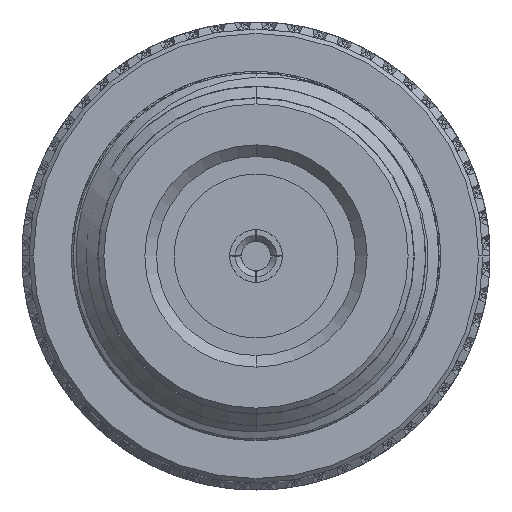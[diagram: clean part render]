
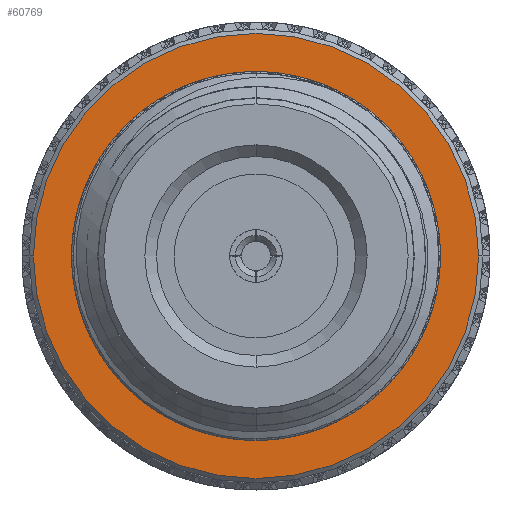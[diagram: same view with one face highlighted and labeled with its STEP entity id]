
A CAD part, left-side view. The second image highlights one B-rep face of the part: STEP entity #60769.
In plain terms, the highlighted face is planar.
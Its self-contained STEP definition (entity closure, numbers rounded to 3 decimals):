
#879 = CIRCLE ( 'NONE', #138387, 9.666 ) ;
#1194 = CARTESIAN_POINT ( 'NONE',  ( 16.941, -1.905, 0. ) ) ;
#2660 = FACE_OUTER_BOUND ( 'NONE', #97991, .T. ) ;
#4279 = FACE_BOUND ( 'NONE', #40972, .T. ) ;
#4648 = AXIS2_PLACEMENT_3D ( 'NONE', #60541, #111881, #109413 ) ;
#5101 = PLANE ( 'NONE',  #79236 ) ;
#8352 = CARTESIAN_POINT ( 'NONE',  ( 16.941, 0., 0. ) ) ;
#11503 = AXIS2_PLACEMENT_3D ( 'NONE', #151454, #85174, #123297 ) ;
#14236 = EDGE_CURVE ( 'NONE', #114471, #50614, #879, .T. ) ;
#15378 = EDGE_CURVE ( 'NONE', #50614, #114471, #82851, .T. ) ;
#18791 = VERTEX_POINT ( 'NONE', #1194 ) ;
#23459 = ORIENTED_EDGE ( 'NONE', *, *, #53352, .F. ) ;
#36442 = CARTESIAN_POINT ( 'NONE',  ( 16.941, 1.905, 0. ) ) ;
#40972 = EDGE_LOOP ( 'NONE', ( #43871, #23459 ) ) ;
#43871 = ORIENTED_EDGE ( 'NONE', *, *, #116734, .F. ) ;
#50614 = VERTEX_POINT ( 'NONE', #52621 ) ;
#52550 = CIRCLE ( 'NONE', #57810, 1.905 ) ;
#52621 = CARTESIAN_POINT ( 'NONE',  ( 16.941, -9.666, 0. ) ) ;
#53352 = EDGE_CURVE ( 'NONE', #123495, #18791, #52550, .T. ) ;
#57810 = AXIS2_PLACEMENT_3D ( 'NONE', #99226, #86773, #100048 ) ;
#60541 = CARTESIAN_POINT ( 'NONE',  ( 16.941, 0., 0. ) ) ;
#60769 = ADVANCED_FACE ( 'NONE', ( #2660, #4279 ), #5101, .T. ) ;
#67318 = ORIENTED_EDGE ( 'NONE', *, *, #15378, .F. ) ;
#78035 = CARTESIAN_POINT ( 'NONE',  ( 16.941, 7.506, 0. ) ) ;
#78842 = DIRECTION ( 'NONE',  ( 0., 1., 0. ) ) ;
#79236 = AXIS2_PLACEMENT_3D ( 'NONE', #78035, #155879, #78842 ) ;
#82851 = CIRCLE ( 'NONE', #11503, 9.666 ) ;
#85174 = DIRECTION ( 'NONE',  ( -1., 0., 0. ) ) ;
#85494 = CARTESIAN_POINT ( 'NONE',  ( 16.941, 9.666, 0. ) ) ;
#86773 = DIRECTION ( 'NONE',  ( 1., 0., 0. ) ) ;
#94605 = CIRCLE ( 'NONE', #4648, 1.905 ) ;
#95335 = DIRECTION ( 'NONE',  ( 0., 1., 0. ) ) ;
#97991 = EDGE_LOOP ( 'NONE', ( #67318, #155288 ) ) ;
#99226 = CARTESIAN_POINT ( 'NONE',  ( 16.941, 0., 0. ) ) ;
#100048 = DIRECTION ( 'NONE',  ( 0., 1., 0. ) ) ;
#109413 = DIRECTION ( 'NONE',  ( 0., 1., 0. ) ) ;
#111881 = DIRECTION ( 'NONE',  ( 1., 0., 0. ) ) ;
#114471 = VERTEX_POINT ( 'NONE', #85494 ) ;
#116734 = EDGE_CURVE ( 'NONE', #18791, #123495, #94605, .T. ) ;
#123297 = DIRECTION ( 'NONE',  ( 0., 1., 0. ) ) ;
#123495 = VERTEX_POINT ( 'NONE', #36442 ) ;
#138387 = AXIS2_PLACEMENT_3D ( 'NONE', #8352, #145895, #95335 ) ;
#145895 = DIRECTION ( 'NONE',  ( -1., 0., 0. ) ) ;
#151454 = CARTESIAN_POINT ( 'NONE',  ( 16.941, 0., 0. ) ) ;
#155288 = ORIENTED_EDGE ( 'NONE', *, *, #14236, .F. ) ;
#155879 = DIRECTION ( 'NONE',  ( 1., 0., 0. ) ) ;
